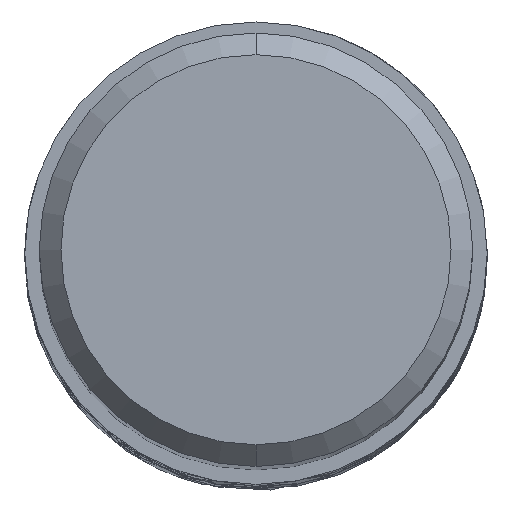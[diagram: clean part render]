
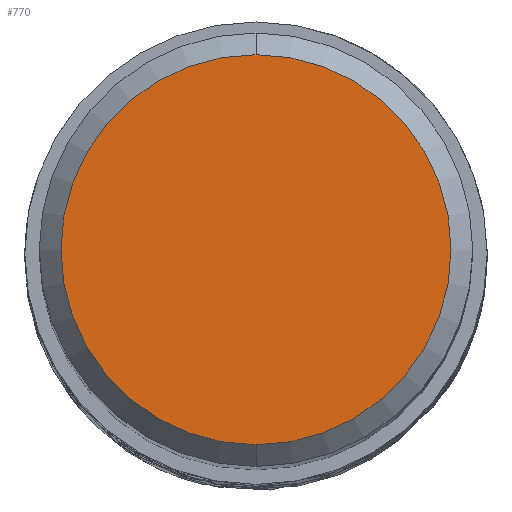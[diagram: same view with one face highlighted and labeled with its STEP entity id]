
A CAD part, top view. The second image highlights one B-rep face of the part: STEP entity #770.
In plain terms, the highlighted planar face has unit normal (0, 0, 1).
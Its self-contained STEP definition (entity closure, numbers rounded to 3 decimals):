
#404=EDGE_CURVE('',#836,#494,#1000,.T.);
#494=VERTEX_POINT('',#1105);
#598=EDGE_CURVE('',#494,#836,#1217,.T.);
#770=ADVANCED_FACE('',(#1406),#1407,.T.);
#836=VERTEX_POINT('',#1477);
#1000=CIRCLE('',#2097,5.4);
#1105=CARTESIAN_POINT('',(0.,-5.4,0.0));
#1217=CIRCLE('',#6542,5.4);
#1406=FACE_OUTER_BOUND('',#8638,.T.);
#1407=PLANE('',#8639);
#1477=CARTESIAN_POINT('',(0.0,5.4,0.0));
#2097=AXIS2_PLACEMENT_3D('',#9242,#9243,#9244);
#6542=AXIS2_PLACEMENT_3D('',#9521,#9522,#9523);
#8638=EDGE_LOOP('',(#9721,#9722));
#8639=AXIS2_PLACEMENT_3D('',#9723,#9724,#9725);
#9242=CARTESIAN_POINT('',(0.0,0.0,0.0));
#9243=DIRECTION('',(0.0,0.0,-1.0));
#9244=DIRECTION('',(0.0,1.0,0.0));
#9521=CARTESIAN_POINT('',(0.0,0.0,0.0));
#9522=DIRECTION('',(0.0,0.0,-1.0));
#9523=DIRECTION('',(0.0,1.0,0.0));
#9721=ORIENTED_EDGE('',*,*,#404,.F.);
#9722=ORIENTED_EDGE('',*,*,#598,.F.);
#9723=CARTESIAN_POINT('',(0.0,2.7,0.0));
#9724=DIRECTION('',(-0.0,0.0,1.0));
#9725=DIRECTION('',(0.0,-1.0,0.0));
